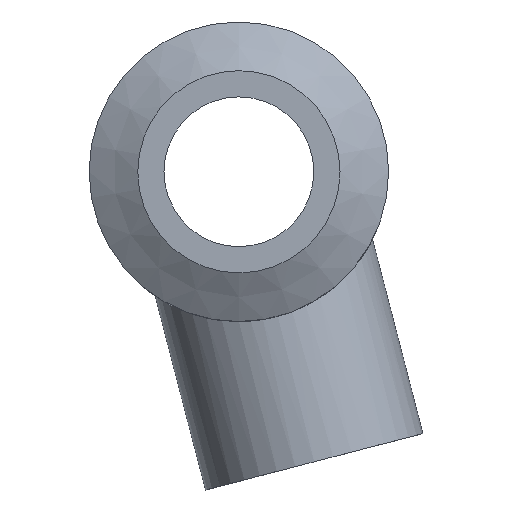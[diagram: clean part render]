
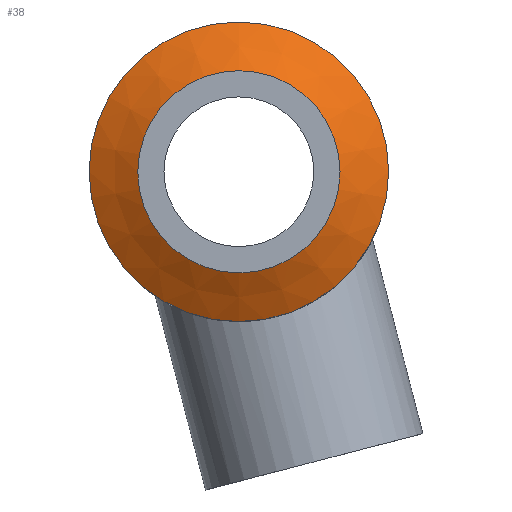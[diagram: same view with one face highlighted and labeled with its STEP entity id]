
A CAD part, left-side view. The second image highlights one B-rep face of the part: STEP entity #38.
In plain terms, the highlighted conical face has half-angle 60 degrees and reference radius 25.4 mm.
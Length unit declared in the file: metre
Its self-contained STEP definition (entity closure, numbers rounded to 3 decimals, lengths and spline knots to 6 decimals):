
#38 = ADVANCED_FACE( '', ( #78, #79 ), #80, .T. );
#78 = FACE_BOUND( '', #125, .T. );
#79 = FACE_OUTER_BOUND( '', #126, .T. );
#80 = CONICAL_SURFACE( '', #127, 0.0254, 1.047 );
#125 = EDGE_LOOP( '', ( #170 ) );
#126 = EDGE_LOOP( '', ( #171 ) );
#127 = AXIS2_PLACEMENT_3D( '', #172, #173, #174 );
#170 = ORIENTED_EDGE( '', *, *, #224, .F. );
#171 = ORIENTED_EDGE( '', *, *, #225, .F. );
#172 = CARTESIAN_POINT( '', ( -0.046034, 2.881293, 1.492881 ) );
#173 = DIRECTION( '', ( 1., 0., 0. ) );
#174 = DIRECTION( '', ( 0., 0., -1. ) );
#224 = EDGE_CURVE( '', #247, #247, #248, .F. );
#225 = EDGE_CURVE( '', #249, #249, #250, .T. );
#247 = VERTEX_POINT( '', #277 );
#248 = CIRCLE( '', #278, 0.017145 );
#249 = VERTEX_POINT( '', #279 );
#250 = CIRCLE( '', #280, 0.0254 );
#277 = CARTESIAN_POINT( '', ( -0.0508, 2.881293, 1.475736 ) );
#278 = AXIS2_PLACEMENT_3D( '', #422, #423, #424 );
#279 = CARTESIAN_POINT( '', ( -0.046034, 2.881293, 1.467481 ) );
#280 = AXIS2_PLACEMENT_3D( '', #425, #426, #427 );
#422 = CARTESIAN_POINT( '', ( -0.0508, 2.881293, 1.492881 ) );
#423 = DIRECTION( '', ( 1., 0., 0. ) );
#424 = DIRECTION( '', ( 0., 0., -1. ) );
#425 = CARTESIAN_POINT( '', ( -0.046034, 2.881293, 1.492881 ) );
#426 = DIRECTION( '', ( 1., 0., 0. ) );
#427 = DIRECTION( '', ( 0., 0., -1. ) );
